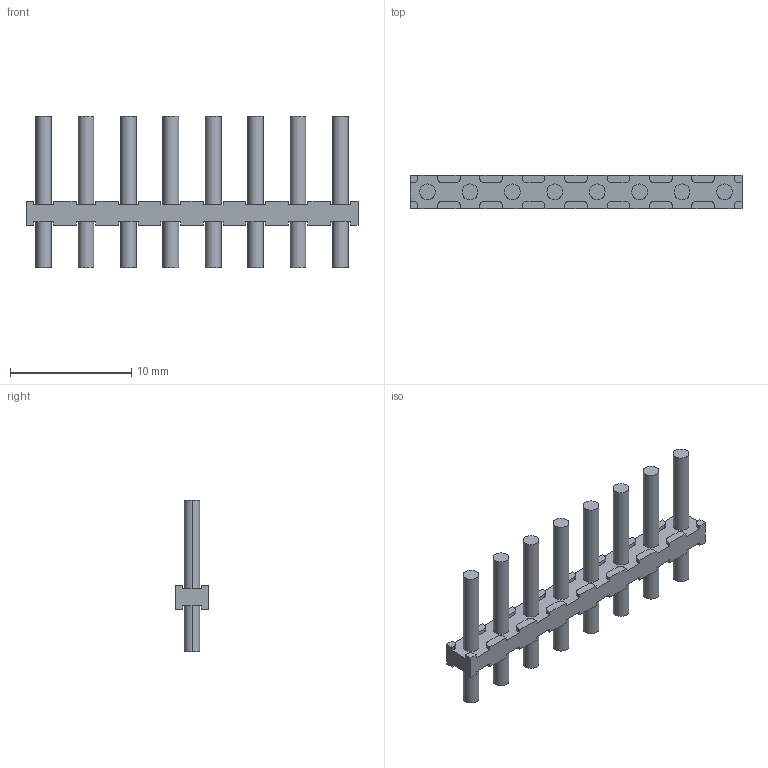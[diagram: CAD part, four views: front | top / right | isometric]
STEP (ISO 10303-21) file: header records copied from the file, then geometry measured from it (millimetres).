
FILE_DESCRIPTION((''),'2;1');
FILE_NAME('C-1986717-8','2014-04-29T',('workeradm'),('Tyco Electronics Ltd.'),'PRO/ENGINEER BY PARAMETRIC TECHNOLOGY CORPORATION, 2013050','PRO/ENGINEER BY PARAMETRIC TECHNOLOGY CORPORATION, 2013050','');
FILE_SCHEMA(('AUTOMOTIVE_DESIGN { 1 0 10303 214 1 1 1 1 }'));
Length unit declared in the file: millimetre
Products named in the file (1): C-1986717-8
Bounding box: 27.4 x 2.8 x 12.5 mm (x, y, z)
Volume: 236 mm3; surface area: 646.2 mm2
Topology: 1 solids, 1 shells, 254 faces, 708 edges, 472 vertices
Faces by surface type: plane 158, cylinder 96
Entity records: 8340 total; most frequent: CARTESIAN_POINT 1436, ORIENTED_EDGE 1416, DIRECTION 1408, EDGE_CURVE 708, VECTOR 516, LINE 516, VERTEX_POINT 472, AXIS2_PLACEMENT_3D 446
